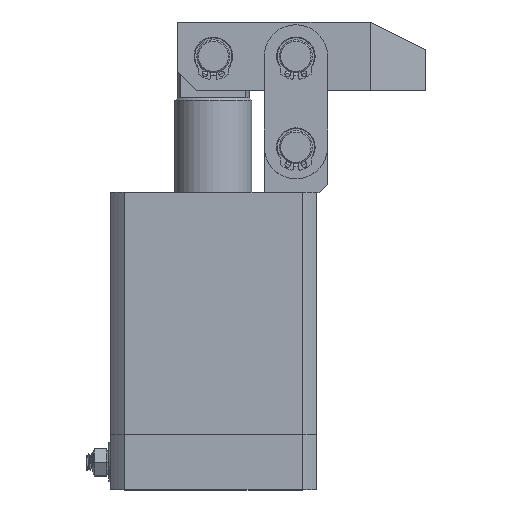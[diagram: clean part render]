
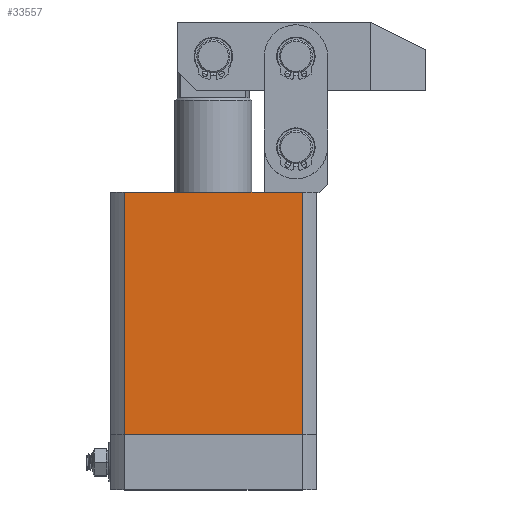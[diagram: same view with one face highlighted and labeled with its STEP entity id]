
A CAD part, top view. The second image highlights one B-rep face of the part: STEP entity #33557.
In plain terms, the highlighted planar face has unit normal (0, 0, 1).
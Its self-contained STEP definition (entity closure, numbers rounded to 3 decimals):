
#764 = CARTESIAN_POINT ( 'NONE',  ( 0., 0., 37.5 ) ) ;
#1096 = CARTESIAN_POINT ( 'NONE',  ( 32.299, 0., 37.5 ) ) ;
#2317 = DIRECTION ( 'NONE',  ( 1., 0., 0. ) ) ;
#2781 = ORIENTED_EDGE ( 'NONE', *, *, #21760, .T. ) ;
#2990 = LINE ( 'NONE', #764, #42321 ) ;
#3722 = DIRECTION ( 'NONE',  ( 0., 1., 0. ) ) ;
#7405 = CARTESIAN_POINT ( 'NONE',  ( 32.299, 88., 37.5 ) ) ;
#7884 = DIRECTION ( 'NONE',  ( 0., -1., 0. ) ) ;
#8298 = VERTEX_POINT ( 'NONE', #25206 ) ;
#10454 = ORIENTED_EDGE ( 'NONE', *, *, #24762, .F. ) ;
#10770 = VERTEX_POINT ( 'NONE', #11939 ) ;
#11939 = CARTESIAN_POINT ( 'NONE',  ( -32.311, 88., 37.5 ) ) ;
#13389 = EDGE_CURVE ( 'NONE', #10770, #36811, #17657, .T. ) ;
#15386 = DIRECTION ( 'NONE',  ( 0., 0., 1. ) ) ;
#17657 = LINE ( 'NONE', #44305, #21195 ) ;
#18862 = EDGE_CURVE ( 'NONE', #8298, #10770, #24749, .T. ) ;
#21195 = VECTOR ( 'NONE', #2317, 1000. ) ;
#21760 = EDGE_CURVE ( 'NONE', #8298, #28533, #2990, .T. ) ;
#22225 = ORIENTED_EDGE ( 'NONE', *, *, #13389, .F. ) ;
#22719 = PLANE ( 'NONE',  #44928 ) ;
#22895 = CARTESIAN_POINT ( 'NONE',  ( -32.311, 0., 37.5 ) ) ;
#24749 = LINE ( 'NONE', #22895, #44975 ) ;
#24762 = EDGE_CURVE ( 'NONE', #36811, #28533, #46691, .T. ) ;
#25206 = CARTESIAN_POINT ( 'NONE',  ( -32.311, 0., 37.5 ) ) ;
#26300 = FACE_OUTER_BOUND ( 'NONE', #42853, .T. ) ;
#28533 = VERTEX_POINT ( 'NONE', #1096 ) ;
#33557 = ADVANCED_FACE ( 'NONE', ( #26300 ), #22719, .T. ) ;
#36558 = VECTOR ( 'NONE', #7884, 1000. ) ;
#36811 = VERTEX_POINT ( 'NONE', #7405 ) ;
#38190 = CARTESIAN_POINT ( 'NONE',  ( -32.311, 0., 37.5 ) ) ;
#41984 = CARTESIAN_POINT ( 'NONE',  ( 32.299, 0., 37.5 ) ) ;
#42006 = DIRECTION ( 'NONE',  ( 1., 0., 0. ) ) ;
#42321 = VECTOR ( 'NONE', #42764, 1000. ) ;
#42764 = DIRECTION ( 'NONE',  ( 1., 0., 0. ) ) ;
#42853 = EDGE_LOOP ( 'NONE', ( #10454, #22225, #45953, #2781 ) ) ;
#44305 = CARTESIAN_POINT ( 'NONE',  ( 0., 88., 37.5 ) ) ;
#44928 = AXIS2_PLACEMENT_3D ( 'NONE', #38190, #15386, #42006 ) ;
#44975 = VECTOR ( 'NONE', #3722, 1000. ) ;
#45953 = ORIENTED_EDGE ( 'NONE', *, *, #18862, .F. ) ;
#46691 = LINE ( 'NONE', #41984, #36558 ) ;
